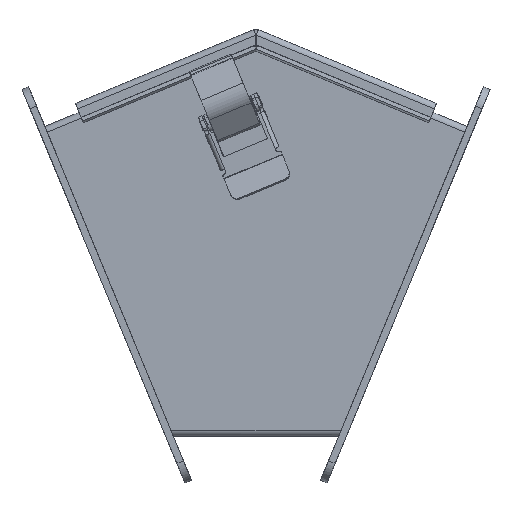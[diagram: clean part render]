
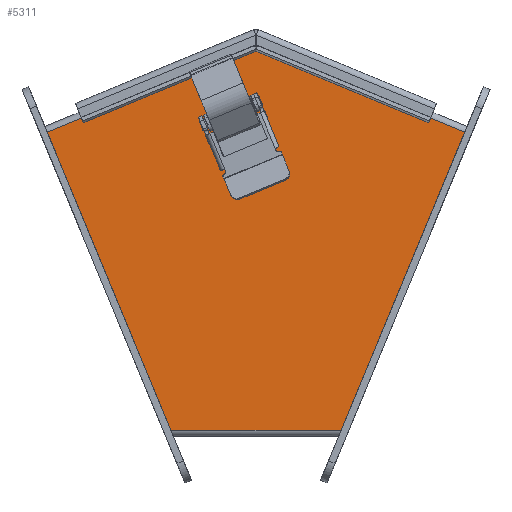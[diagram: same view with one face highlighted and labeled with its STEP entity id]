
A CAD part, front view. The second image highlights one B-rep face of the part: STEP entity #5311.
In plain terms, the highlighted planar face has unit normal (0, -1, 0).
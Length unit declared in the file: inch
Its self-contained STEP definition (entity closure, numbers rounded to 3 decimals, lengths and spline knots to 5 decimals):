
#639 = ORIENTED_EDGE ( 'NONE', *, *, #8488, .F. ) ;
#689 = LINE ( 'NONE', #4459, #9661 ) ;
#746 = ORIENTED_EDGE ( 'NONE', *, *, #5100, .F. ) ;
#997 = EDGE_CURVE ( 'NONE', #6786, #8041, #8322, .T. ) ;
#1181 = LINE ( 'NONE', #4991, #8882 ) ;
#1662 = VECTOR ( 'NONE', #9538, 39.37008 ) ;
#1705 = EDGE_LOOP ( 'NONE', ( #639, #8985, #9293, #746, #8509 ) ) ;
#2462 = CARTESIAN_POINT ( 'NONE',  ( 0., -3., 6.99215 ) ) ;
#2709 = DIRECTION ( 'NONE',  ( -0.383, 0., 0.924 ) ) ;
#2729 = AXIS2_PLACEMENT_3D ( 'NONE', #3798, #5479, #7704 ) ;
#2841 = CARTESIAN_POINT ( 'NONE',  ( 3.73877, -3., 5.4435 ) ) ;
#3323 = VECTOR ( 'NONE', #6676, 39.37008 ) ;
#3661 = CARTESIAN_POINT ( 'NONE',  ( 0., -3., 6.99215 ) ) ;
#3798 = CARTESIAN_POINT ( 'NONE',  ( -4., -3., 7.25 ) ) ;
#4459 = CARTESIAN_POINT ( 'NONE',  ( 1.484, -3., 0. ) ) ;
#4693 = PLANE ( 'NONE',  #2729 ) ;
#4991 = CARTESIAN_POINT ( 'NONE',  ( -1.484, -3., 0. ) ) ;
#4993 = CARTESIAN_POINT ( 'NONE',  ( -4., -3., 0.108 ) ) ;
#5100 = EDGE_CURVE ( 'NONE', #9099, #6786, #1181, .T. ) ;
#5103 = VECTOR ( 'NONE', #8880, 39.37008 ) ;
#5119 = LINE ( 'NONE', #2841, #5103 ) ;
#5311 = ADVANCED_FACE ( 'NONE', ( #6069 ), #4693, .T. ) ;
#5334 = CARTESIAN_POINT ( 'NONE',  ( -1.52874, -3., 0.108 ) ) ;
#5340 = VERTEX_POINT ( 'NONE', #8347 ) ;
#5479 = DIRECTION ( 'NONE',  ( 0., -1., 0. ) ) ;
#6069 = FACE_OUTER_BOUND ( 'NONE', #1705, .T. ) ;
#6476 = CARTESIAN_POINT ( 'NONE',  ( -3.73877, -3., 5.4435 ) ) ;
#6539 = EDGE_CURVE ( 'NONE', #5340, #9099, #7320, .T. ) ;
#6676 = DIRECTION ( 'NONE',  ( 0.924, 0., 0.383 ) ) ;
#6731 = CARTESIAN_POINT ( 'NONE',  ( 3.73877, -3., 5.4435 ) ) ;
#6786 = VERTEX_POINT ( 'NONE', #6476 ) ;
#7320 = LINE ( 'NONE', #4993, #1662 ) ;
#7430 = DIRECTION ( 'NONE',  ( -0.383, 0., -0.924 ) ) ;
#7704 = DIRECTION ( 'NONE',  ( 0., 0., -1. ) ) ;
#8041 = VERTEX_POINT ( 'NONE', #2462 ) ;
#8322 = LINE ( 'NONE', #3661, #3323 ) ;
#8347 = CARTESIAN_POINT ( 'NONE',  ( 1.52874, -3., 0.108 ) ) ;
#8475 = VERTEX_POINT ( 'NONE', #6731 ) ;
#8488 = EDGE_CURVE ( 'NONE', #8475, #5340, #689, .T. ) ;
#8509 = ORIENTED_EDGE ( 'NONE', *, *, #6539, .F. ) ;
#8880 = DIRECTION ( 'NONE',  ( -0.924, 0., 0.383 ) ) ;
#8882 = VECTOR ( 'NONE', #2709, 39.37008 ) ;
#8985 = ORIENTED_EDGE ( 'NONE', *, *, #9403, .T. ) ;
#9099 = VERTEX_POINT ( 'NONE', #5334 ) ;
#9293 = ORIENTED_EDGE ( 'NONE', *, *, #997, .F. ) ;
#9403 = EDGE_CURVE ( 'NONE', #8475, #8041, #5119, .T. ) ;
#9538 = DIRECTION ( 'NONE',  ( -1., 0., 0. ) ) ;
#9661 = VECTOR ( 'NONE', #7430, 39.37008 ) ;
